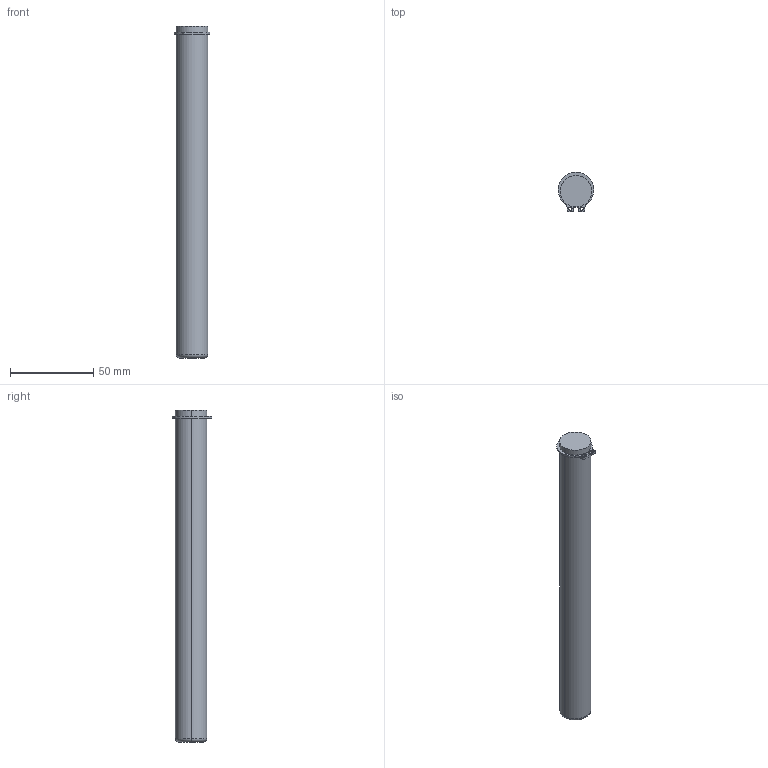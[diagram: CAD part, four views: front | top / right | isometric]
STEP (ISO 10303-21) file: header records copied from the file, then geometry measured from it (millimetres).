
FILE_DESCRIPTION (( 'STEP AP203' ), '1' );
FILE_NAME ('YGAA3850.STEP', '2023-11-17T05:04:17', ( '' ), ( '' ), 'SwSTEP 2.0', 'SolidWorks 2018', '' );
FILE_SCHEMA (( 'CONFIG_CONTROL_DESIGN' ));
Length unit declared in the file: millimetre
Products named in the file (3): 複製 of CSS019-C型扣環(軸用)^YGAA3850_10[Φ19軸用]; YGAA3850; 複製 of GAA3850-下料頂桿^YGAA3850
Assembly tree (2 placements, depth 2):
  YGAA3850
    複製 of GAA3850-下料頂桿^YGAA3850
    複製 of CSS019-C型扣環(軸用)^YGAA3850_10[Φ19軸用]
Bounding box: 21.46 x 23.87 x 200 mm (x, y, z)
Volume: 56779 mm3; surface area: 12945.6 mm2
Topology: 2 solids, 2 shells, 34 faces, 82 edges, 54 vertices
Faces by surface type: cylinder 20, plane 12, torus 2
Entity records: 1327 total; most frequent: DIRECTION 204, CARTESIAN_POINT 175, ORIENTED_EDGE 164, AXIS2_PLACEMENT_3D 83, EDGE_CURVE 82, VERTEX_POINT 54, CIRCLE 44, EDGE_LOOP 40
